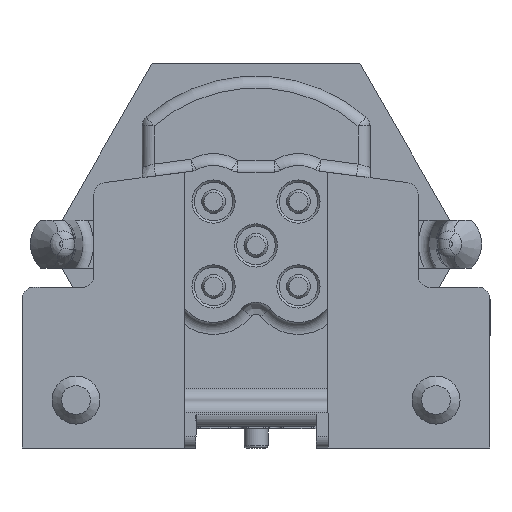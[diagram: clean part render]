
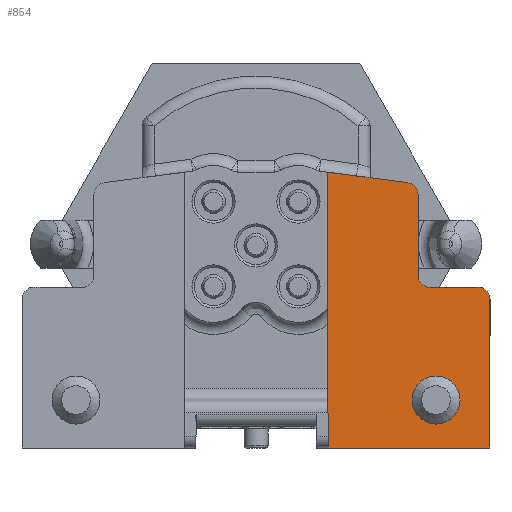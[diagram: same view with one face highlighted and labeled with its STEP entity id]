
A CAD part, left-side view. The second image highlights one B-rep face of the part: STEP entity #854.
In plain terms, the highlighted planar face has unit normal (-1, 0, 0).
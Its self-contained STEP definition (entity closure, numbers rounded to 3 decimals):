
#206=FACE_BOUND('',#1663,.T.);
#564=CIRCLE('',#5817,1.);
#585=CIRCLE('',#5870,0.5);
#587=CIRCLE('',#5874,0.5);
#590=CIRCLE('',#5889,0.5);
#854=ADVANCED_FACE('',(#206,#1332),#1098,.T.);
#1098=PLANE('',#5891);
#1332=FACE_OUTER_BOUND('',#1664,.T.);
#1663=EDGE_LOOP('',(#2539));
#1664=EDGE_LOOP('',(#2540,#2541,#2542,#2543,#2544,#2545,#2546,#2547,#2548,
#2549,#2550));
#2539=ORIENTED_EDGE('',*,*,#4259,.F.);
#2540=ORIENTED_EDGE('',*,*,#4379,.T.);
#2541=ORIENTED_EDGE('',*,*,#4377,.T.);
#2542=ORIENTED_EDGE('',*,*,#4357,.T.);
#2543=ORIENTED_EDGE('',*,*,#4339,.T.);
#2544=ORIENTED_EDGE('',*,*,#4341,.T.);
#2545=ORIENTED_EDGE('',*,*,#4346,.T.);
#2546=ORIENTED_EDGE('',*,*,#4347,.T.);
#2547=ORIENTED_EDGE('',*,*,#4352,.F.);
#2548=ORIENTED_EDGE('',*,*,#4368,.F.);
#2549=ORIENTED_EDGE('',*,*,#4380,.T.);
#2550=ORIENTED_EDGE('',*,*,#4381,.T.);
#3667=VERTEX_POINT('',#8960);
#3718=VERTEX_POINT('',#9188);
#3719=VERTEX_POINT('',#9190);
#3720=VERTEX_POINT('',#9194);
#3723=VERTEX_POINT('',#9202);
#3724=VERTEX_POINT('',#9206);
#3727=VERTEX_POINT('',#9214);
#3731=VERTEX_POINT('',#9226);
#3737=VERTEX_POINT('',#9261);
#3742=VERTEX_POINT('',#9303);
#3743=VERTEX_POINT('',#9307);
#3744=VERTEX_POINT('',#9309);
#4259=EDGE_CURVE('',#3667,#3667,#564,.T.);
#4339=EDGE_CURVE('',#3719,#3718,#585,.T.);
#4341=EDGE_CURVE('',#3718,#3720,#4932,.T.);
#4346=EDGE_CURVE('',#3720,#3723,#587,.T.);
#4347=EDGE_CURVE('',#3723,#3724,#4936,.T.);
#4352=EDGE_CURVE('',#3727,#3724,#4941,.T.);
#4357=EDGE_CURVE('',#3731,#3719,#4946,.T.);
#4368=EDGE_CURVE('',#3737,#3727,#4956,.T.);
#4377=EDGE_CURVE('',#3742,#3731,#590,.T.);
#4379=EDGE_CURVE('',#3743,#3742,#4962,.T.);
#4380=EDGE_CURVE('',#3737,#3744,#4963,.T.);
#4381=EDGE_CURVE('',#3744,#3743,#4964,.T.);
#4932=LINE('',#9193,#5363);
#4936=LINE('',#9205,#5367);
#4941=LINE('',#9215,#5372);
#4946=LINE('',#9225,#5377);
#4956=LINE('',#9262,#5387);
#4962=LINE('',#9306,#5393);
#4963=LINE('',#9308,#5394);
#4964=LINE('',#9310,#5395);
#5363=VECTOR('',#6896,1.);
#5367=VECTOR('',#6908,1.);
#5372=VECTOR('',#6915,1.);
#5377=VECTOR('',#6924,1.);
#5387=VECTOR('',#6942,1.);
#5393=VECTOR('',#6964,1.);
#5394=VECTOR('',#6965,1.);
#5395=VECTOR('',#6966,1.);
#5817=AXIS2_PLACEMENT_3D('',#8959,#6733,#6734);
#5870=AXIS2_PLACEMENT_3D('',#9189,#6891,#6892);
#5874=AXIS2_PLACEMENT_3D('',#9203,#6904,#6905);
#5889=AXIS2_PLACEMENT_3D('',#9302,#6959,#6960);
#5891=AXIS2_PLACEMENT_3D('',#9311,#6967,#6968);
#6733=DIRECTION('',(-1.,0.,0.));
#6734=DIRECTION('',(0.,0.,1.));
#6891=DIRECTION('',(1.,0.,0.));
#6892=DIRECTION('',(0.,0.,1.));
#6896=DIRECTION('',(0.,0.,1.));
#6904=DIRECTION('',(-1.,0.,0.));
#6905=DIRECTION('',(0.,0.,1.));
#6908=DIRECTION('',(0.,0.991,0.131));
#6915=DIRECTION('',(0.,0.,1.));
#6924=DIRECTION('',(0.,1.,0.));
#6942=DIRECTION('',(0.,-0.991,-0.131));
#6959=DIRECTION('',(-1.,0.,0.));
#6960=DIRECTION('',(0.,0.,1.));
#6964=DIRECTION('',(0.,0.,1.));
#6965=DIRECTION('',(0.,0.,-1.));
#6966=DIRECTION('',(0.,-1.,0.));
#6967=DIRECTION('',(-1.,0.,0.));
#6968=DIRECTION('',(0.,0.,1.));
#8959=CARTESIAN_POINT('',(-8.,-7.5,-6.5));
#8960=CARTESIAN_POINT('',(-8.,-7.5,-5.5));
#9188=CARTESIAN_POINT('',(-8.,-6.75,-1.3));
#9189=CARTESIAN_POINT('',(-8.,-7.25,-1.3));
#9190=CARTESIAN_POINT('',(-8.,-7.25,-1.8));
#9193=CARTESIAN_POINT('',(-8.,-6.75,-1.8));
#9194=CARTESIAN_POINT('',(-8.,-6.75,2.062));
#9202=CARTESIAN_POINT('',(-8.,-6.315,2.557));
#9203=CARTESIAN_POINT('',(-8.,-6.25,2.062));
#9205=CARTESIAN_POINT('',(-8.,-6.75,2.5));
#9206=CARTESIAN_POINT('',(-8.,-4.75,2.763));
#9214=CARTESIAN_POINT('',(-8.,-4.75,2.76));
#9215=CARTESIAN_POINT('',(-8.,-4.75,2.76));
#9225=CARTESIAN_POINT('',(-8.,-9.75,-1.8));
#9226=CARTESIAN_POINT('',(-8.,-9.25,-1.8));
#9261=CARTESIAN_POINT('',(-8.,-3.,2.99));
#9262=CARTESIAN_POINT('',(-8.,-3.,2.99));
#9302=CARTESIAN_POINT('',(-8.,-9.25,-2.3));
#9303=CARTESIAN_POINT('',(-8.,-9.75,-2.3));
#9306=CARTESIAN_POINT('',(-8.,-9.75,-8.5));
#9307=CARTESIAN_POINT('',(-8.,-9.75,-8.5));
#9308=CARTESIAN_POINT('',(-8.,-3.,10.));
#9309=CARTESIAN_POINT('',(-8.,-3.,-8.5));
#9310=CARTESIAN_POINT('',(-8.,9.75,-8.5));
#9311=CARTESIAN_POINT('',(-8.,0.,0.));
